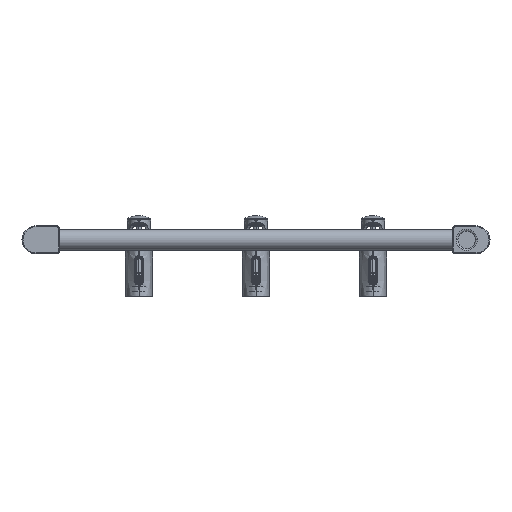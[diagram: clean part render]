
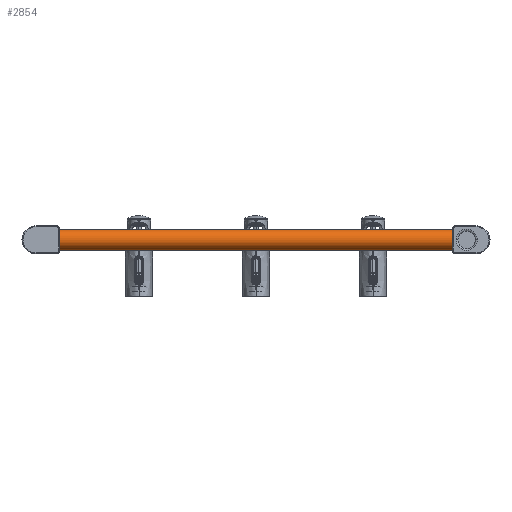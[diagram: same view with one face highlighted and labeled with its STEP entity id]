
A CAD part, front view. The second image highlights one B-rep face of the part: STEP entity #2854.
In plain terms, the highlighted cylindrical face has radius 11 mm (diameter 22 mm), a partial arc.
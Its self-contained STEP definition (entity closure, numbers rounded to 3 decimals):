
#561=CARTESIAN_POINT('',(-210.,30.2,0.));
#562=DIRECTION('',(1.,0.,0.));
#563=DIRECTION('',(0.,0.,1.));
#564=AXIS2_PLACEMENT_3D('',#561,#562,#563);
#901=DIRECTION('',(-1.,0.,0.));
#902=VECTOR('',#901,420.);
#903=CARTESIAN_POINT('',(210.,30.2,-11.));
#904=LINE('',#903,#902);
#916=CARTESIAN_POINT('',(210.,30.2,0.));
#917=DIRECTION('',(1.,0.,0.));
#918=DIRECTION('',(0.,0.,1.));
#919=AXIS2_PLACEMENT_3D('',#916,#917,#918);
#1256=DIRECTION('',(-1.,0.,0.));
#1257=VECTOR('',#1256,420.);
#1258=CARTESIAN_POINT('',(210.,30.2,11.));
#1259=LINE('',#1258,#1257);
#1958=CARTESIAN_POINT('',(210.,30.2,-11.));
#1959=CARTESIAN_POINT('',(210.,30.2,11.));
#1960=VERTEX_POINT('',#1958);
#1961=VERTEX_POINT('',#1959);
#1962=CARTESIAN_POINT('',(-210.,30.2,-11.));
#1963=CARTESIAN_POINT('',(-210.,30.2,11.));
#1964=VERTEX_POINT('',#1962);
#1965=VERTEX_POINT('',#1963);
#2843=CARTESIAN_POINT('',(210.,30.2,0.));
#2844=DIRECTION('',(1.,0.,0.));
#2845=DIRECTION('',(0.,0.,-1.));
#2846=AXIS2_PLACEMENT_3D('',#2843,#2844,#2845);
#2847=CYLINDRICAL_SURFACE('',#2846,11.);
#2848=ORIENTED_EDGE('',*,*,#2808,.T.);
#2849=ORIENTED_EDGE('',*,*,#2705,.T.);
#2850=ORIENTED_EDGE('',*,*,#2660,.F.);
#2851=ORIENTED_EDGE('',*,*,#2702,.F.);
#2852=EDGE_LOOP('',(#2848,#2849,#2850,#2851));
#2853=FACE_OUTER_BOUND('',#2852,.F.);
#565=CIRCLE('',#564,11.);
#920=CIRCLE('',#919,11.);
#2660=EDGE_CURVE('',#1965,#1964,#565,.T.);
#2702=EDGE_CURVE('',#1961,#1965,#1259,.T.);
#2705=EDGE_CURVE('',#1960,#1964,#904,.T.);
#2808=EDGE_CURVE('',#1961,#1960,#920,.T.);
#2854=ADVANCED_FACE('',(#2853),#2847,.T.);
